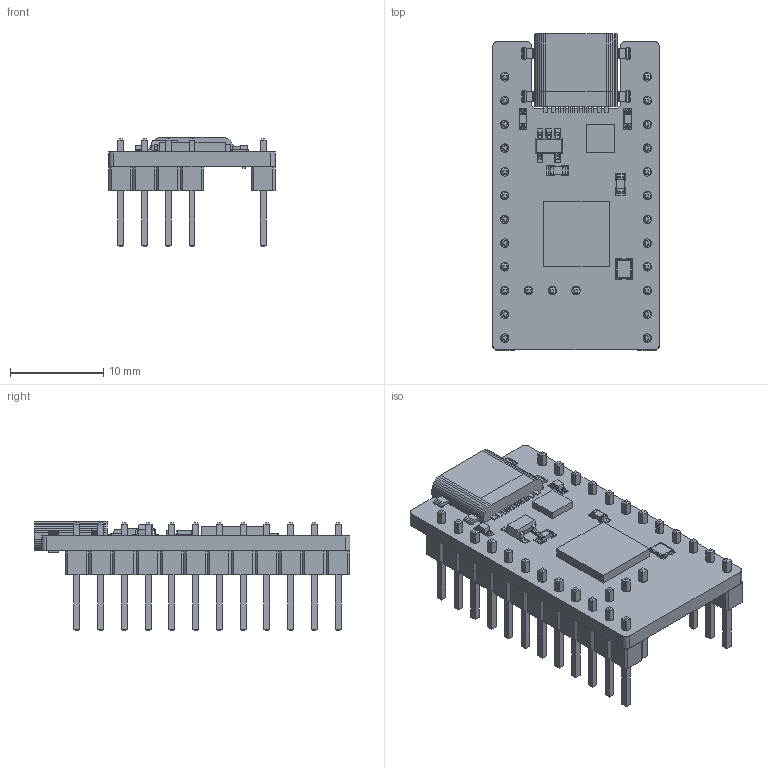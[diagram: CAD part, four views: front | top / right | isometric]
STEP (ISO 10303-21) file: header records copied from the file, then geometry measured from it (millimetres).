
FILE_DESCRIPTION(('HOOPS Exchange Step'),'2;1');
FILE_NAME('temp_export','2024-03-16T10:12:53-04:00',('jscotto'),('Shapr3D Limited'),'HOOPS Exchange 2023.2','Shapr3D','Authorized');
FILE_SCHEMA( ('AUTOMOTIVE_DESIGN { 1 0 10303 214 1 1 1 1 }') );
Length unit declared in the file: millimetre
Products named in the file (24): PinHeader_1x12_P2.54mm_Vertical.step; User Library-TYPE-C-31-M-14.step; MICRO_603 resistor 102; MICRO_stackable header pin; MICRO_stackable header 12; micro_crystal 5x3; MICRO_led; micro_MIC5219; nice!nano; Nice_Nano_V2.step; root
Assembly tree (23 placements, depth 6):
  root
    PinHeader_1x12_P2.54mm_Vertical.step
    Nice_Nano_V2.step
      Nice_Nano_V2.step
        nice!nano
          User Library-TYPE-C-31-M-14.step
          MICRO_603 resistor 102
          MICRO_stackable header 12
            MICRO_stackable header pin
            MICRO_stackable header pin
            MICRO_stackable header pin
            MICRO_stackable header pin
            MICRO_stackable header pin
            MICRO_stackable header pin
            MICRO_stackable header pin
            MICRO_stackable header 12
            MICRO_stackable header pin
            MICRO_stackable header pin
            MICRO_stackable header pin
            MICRO_stackable header pin
            MICRO_stackable header pin
          micro_crystal 5x3
          MICRO_led
          micro_MIC5219
Bounding box: 17.78 x 33.8 x 11.72 mm (x, y, z)
Volume: 1485.3 mm3; surface area: 3430.4 mm2
Topology: 40 solids, 40 shells, 1443 faces, 3607 edges, 2300 vertices
Faces by surface type: plane 1223, cylinder 162, bspline 28, torus 18, extrusion 8, sphere 4
Full cylindrical faces by diameter (mm): 0.3 x2, 0.5 x2, 0.9 x27
Entity records: 43295 total; most frequent: CARTESIAN_POINT 8164, ORIENTED_EDGE 7186, DIRECTION 6729, EDGE_CURVE 3593, VECTOR 3175, LINE 3167, VERTEX_POINT 2300, AXIS2_PLACEMENT_3D 1777
